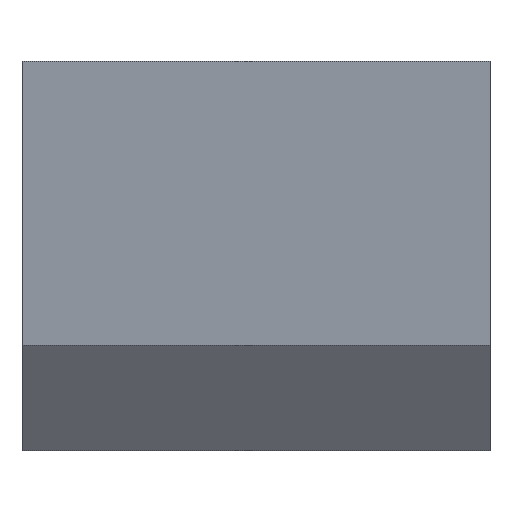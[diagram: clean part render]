
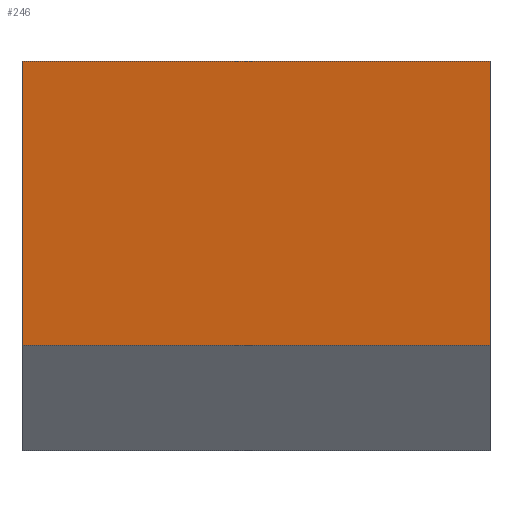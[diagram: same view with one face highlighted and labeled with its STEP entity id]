
A CAD part, front view. The second image highlights one B-rep face of the part: STEP entity #246.
In plain terms, the highlighted planar face has unit normal (0, -0.188, 0.982).
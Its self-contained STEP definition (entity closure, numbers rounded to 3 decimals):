
#26=FACE_OUTER_BOUND('',#39,.T.);
#39=EDGE_LOOP('',(#172,#173,#174,#175));
#59=LINE('',#367,#88);
#60=LINE('',#369,#89);
#61=LINE('',#371,#90);
#62=LINE('',#372,#91);
#88=VECTOR('',#299,10.);
#89=VECTOR('',#300,10.);
#90=VECTOR('',#301,10.);
#91=VECTOR('',#302,10.);
#117=VERTEX_POINT('',#365);
#118=VERTEX_POINT('',#366);
#119=VERTEX_POINT('',#368);
#120=VERTEX_POINT('',#370);
#139=EDGE_CURVE('',#117,#118,#59,.T.);
#140=EDGE_CURVE('',#119,#118,#60,.T.);
#141=EDGE_CURVE('',#120,#119,#61,.T.);
#142=EDGE_CURVE('',#117,#120,#62,.T.);
#172=ORIENTED_EDGE('',*,*,#139,.T.);
#173=ORIENTED_EDGE('',*,*,#140,.F.);
#174=ORIENTED_EDGE('',*,*,#141,.F.);
#175=ORIENTED_EDGE('',*,*,#142,.F.);
#235=PLANE('',#273);
#246=ADVANCED_FACE('',(#26),#235,.T.);
#273=AXIS2_PLACEMENT_3D('',#364,#297,#298);
#297=DIRECTION('center_axis',(0.,-0.188,0.982));
#298=DIRECTION('ref_axis',(0.,0.982,0.188));
#299=DIRECTION('',(0.,-0.982,-0.188));
#300=DIRECTION('',(-1.,0.,0.));
#301=DIRECTION('',(0.,-0.982,-0.188));
#302=DIRECTION('',(1.,0.,0.));
#364=CARTESIAN_POINT('Origin',(16.,82.529,-7.283));
#365=CARTESIAN_POINT('',(4.,120.5,0.));
#366=CARTESIAN_POINT('',(4.,82.529,-7.283));
#367=CARTESIAN_POINT('',(4.,91.896,-5.487));
#368=CARTESIAN_POINT('',(16.,82.529,-7.283));
#369=CARTESIAN_POINT('',(16.,82.529,-7.283));
#370=CARTESIAN_POINT('',(16.,120.5,0.));
#371=CARTESIAN_POINT('',(16.,120.5,0.));
#372=CARTESIAN_POINT('',(4.,120.5,0.));
